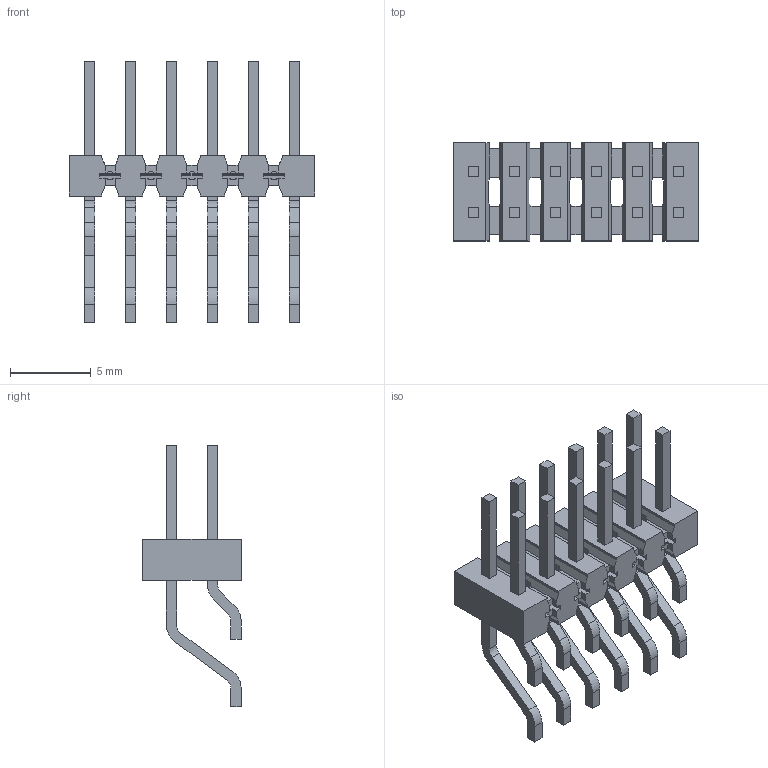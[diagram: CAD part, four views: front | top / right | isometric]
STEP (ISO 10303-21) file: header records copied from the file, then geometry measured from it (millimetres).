
FILE_DESCRIPTION(/* description */ ('STEP AP214'),/* implementation_level */ '2;1');
FILE_NAME(/* name */ 'TSM-106-01-L-DH-TR',/* time_stamp */ '2024-11-15T22:58:11+01:00',/* author */ ('License CC BY-ND 4.0'),/* organization */ ('CADENAS'),/* preprocessor_version */ 'ST-DEVELOPER v19.3',/* originating_system */ 'PARTsolutions',/* authorisation */ ' ');
FILE_SCHEMA (('AUTOMOTIVE_DESIGN {1 0 10303 214 3 1 1}'));
Length unit declared in the file: inch
Products named in the file (4): TSM-106-01-L-DH-TR; TSM-106-01-DH_body; T-1S6-09-L(-01-6-DH); T-1S6-09-L(-01-6-DH)2
Assembly tree (3 placements, depth 2):
  TSM-106-01-L-DH-TR
    TSM-106-01-DH_body
    T-1S6-09-L(-01-6-DH)
    T-1S6-09-L(-01-6-DH)2
Bounding box: 15.24 x 6.1 x 16.26 mm (x, y, z)
Volume: 250.4 mm3; surface area: 1055.2 mm2
Topology: 3 solids, 3 shells, 592 faces, 1676 edges, 1104 vertices
Faces by surface type: plane 524, cylinder 68
Entity records: 19069 total; most frequent: CARTESIAN_POINT 3376, ORIENTED_EDGE 3352, DIRECTION 3004, EDGE_CURVE 1676, LINE 1540, VECTOR 1540, VERTEX_POINT 1104, AXIS2_PLACEMENT_3D 732
